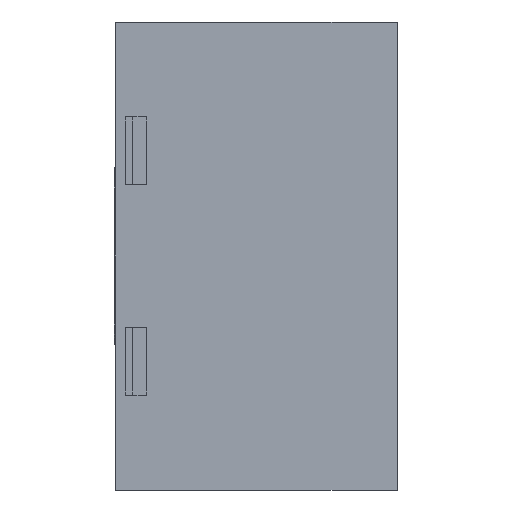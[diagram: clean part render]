
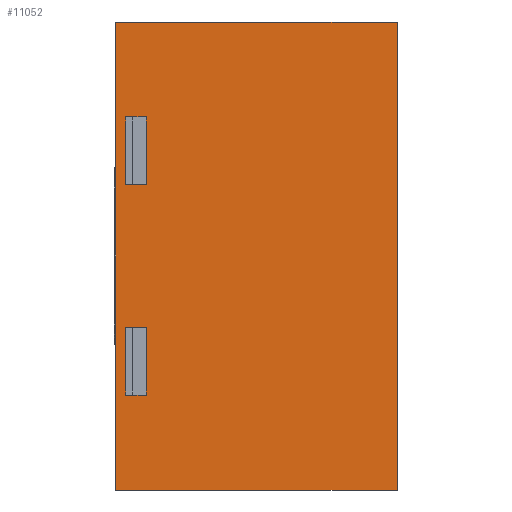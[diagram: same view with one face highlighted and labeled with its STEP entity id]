
A CAD part, left-side view. The second image highlights one B-rep face of the part: STEP entity #11052.
In plain terms, the highlighted planar face has unit normal (-1, 0, 0).
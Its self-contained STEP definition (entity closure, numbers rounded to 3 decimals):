
#145 = VERTEX_POINT ( 'NONE', #7050 ) ;
#195 = FACE_BOUND ( 'NONE', #1982, .T. ) ;
#225 = VERTEX_POINT ( 'NONE', #586 ) ;
#229 = AXIS2_PLACEMENT_3D ( 'NONE', #5816, #9515, #5881 ) ;
#586 = CARTESIAN_POINT ( 'NONE',  ( -2., -9.25, -17.25 ) ) ;
#624 = VECTOR ( 'NONE', #1836, 1000. ) ;
#640 = ORIENTED_EDGE ( 'NONE', *, *, #11408, .F. ) ;
#643 = CARTESIAN_POINT ( 'NONE',  ( -2., 9.25, -10.25 ) ) ;
#703 = EDGE_CURVE ( 'NONE', #6022, #8705, #3069, .T. ) ;
#711 = ORIENTED_EDGE ( 'NONE', *, *, #11192, .F. ) ;
#919 = ORIENTED_EDGE ( 'NONE', *, *, #1694, .F. ) ;
#1060 = LINE ( 'NONE', #8486, #6600 ) ;
#1301 = ORIENTED_EDGE ( 'NONE', *, *, #11645, .F. ) ;
#1441 = CARTESIAN_POINT ( 'NONE',  ( -2., 9.25, -10.25 ) ) ;
#1442 = CARTESIAN_POINT ( 'NONE',  ( -2., -9.25, -17.25 ) ) ;
#1554 = LINE ( 'NONE', #643, #6617 ) ;
#1557 = LINE ( 'NONE', #9960, #5856 ) ;
#1652 = VECTOR ( 'NONE', #7778, 1000. ) ;
#1683 = DIRECTION ( 'NONE',  ( 0., 0., -1. ) ) ;
#1694 = EDGE_CURVE ( 'NONE', #10048, #11484, #1696, .T. ) ;
#1696 = LINE ( 'NONE', #11859, #2484 ) ;
#1836 = DIRECTION ( 'NONE',  ( 0., -1., 0. ) ) ;
#1870 = DIRECTION ( 'NONE',  ( 0., 0., 1. ) ) ;
#1891 = CARTESIAN_POINT ( 'NONE',  ( -2., 11.5, -17.25 ) ) ;
#1982 = EDGE_LOOP ( 'NONE', ( #640, #1301, #5322, #11517 ) ) ;
#1999 = VERTEX_POINT ( 'NONE', #1441 ) ;
#2087 = FACE_OUTER_BOUND ( 'NONE', #10211, .T. ) ;
#2201 = DIRECTION ( 'NONE',  ( 0., 1., 0. ) ) ;
#2246 = EDGE_LOOP ( 'NONE', ( #11748, #6350, #919, #711 ) ) ;
#2289 = ORIENTED_EDGE ( 'NONE', *, *, #8153, .T. ) ;
#2312 = EDGE_CURVE ( 'NONE', #8741, #8438, #7463, .T. ) ;
#2439 = CARTESIAN_POINT ( 'NONE',  ( -2., 9.25, 5.25 ) ) ;
#2484 = VECTOR ( 'NONE', #3520, 1000. ) ;
#2879 = CARTESIAN_POINT ( 'NONE',  ( -2., 10.75, -5.25 ) ) ;
#3069 = LINE ( 'NONE', #6866, #11424 ) ;
#3078 = CARTESIAN_POINT ( 'NONE',  ( -2., 11.5, 17.25 ) ) ;
#3101 = CARTESIAN_POINT ( 'NONE',  ( -2., 10.75, 10.25 ) ) ;
#3193 = EDGE_CURVE ( 'NONE', #6845, #9965, #1060, .T. ) ;
#3520 = DIRECTION ( 'NONE',  ( 0., 1., 0. ) ) ;
#3605 = LINE ( 'NONE', #11092, #624 ) ;
#3878 = LINE ( 'NONE', #7480, #7265 ) ;
#3981 = FACE_BOUND ( 'NONE', #2246, .T. ) ;
#4101 = PLANE ( 'NONE',  #229 ) ;
#4185 = LINE ( 'NONE', #1442, #1652 ) ;
#4413 = LINE ( 'NONE', #10742, #8607 ) ;
#4773 = EDGE_CURVE ( 'NONE', #1999, #8741, #1554, .T. ) ;
#4836 = VECTOR ( 'NONE', #7524, 1000. ) ;
#5093 = VECTOR ( 'NONE', #11647, 1000. ) ;
#5267 = VECTOR ( 'NONE', #1683, 1000. ) ;
#5294 = EDGE_CURVE ( 'NONE', #11484, #6022, #1557, .T. ) ;
#5322 = ORIENTED_EDGE ( 'NONE', *, *, #2312, .F. ) ;
#5382 = EDGE_CURVE ( 'NONE', #9965, #5581, #11051, .T. ) ;
#5392 = DIRECTION ( 'NONE',  ( 0., 0., -1. ) ) ;
#5497 = ORIENTED_EDGE ( 'NONE', *, *, #5382, .T. ) ;
#5580 = CARTESIAN_POINT ( 'NONE',  ( -2., 10.75, -5.25 ) ) ;
#5581 = VERTEX_POINT ( 'NONE', #1891 ) ;
#5816 = CARTESIAN_POINT ( 'NONE',  ( -2., 0., 0. ) ) ;
#5856 = VECTOR ( 'NONE', #10995, 1000. ) ;
#5881 = DIRECTION ( 'NONE',  ( 0., 0., -1. ) ) ;
#6022 = VERTEX_POINT ( 'NONE', #9234 ) ;
#6140 = EDGE_CURVE ( 'NONE', #225, #6845, #3878, .T. ) ;
#6350 = ORIENTED_EDGE ( 'NONE', *, *, #5294, .F. ) ;
#6371 = CARTESIAN_POINT ( 'NONE',  ( -2., 11.5, -17.25 ) ) ;
#6600 = VECTOR ( 'NONE', #2201, 1000. ) ;
#6617 = VECTOR ( 'NONE', #9040, 1000. ) ;
#6739 = DIRECTION ( 'NONE',  ( 0., -1., 0. ) ) ;
#6845 = VERTEX_POINT ( 'NONE', #7823 ) ;
#6866 = CARTESIAN_POINT ( 'NONE',  ( -2., 10.75, 5.25 ) ) ;
#7050 = CARTESIAN_POINT ( 'NONE',  ( -2., 10.75, -10.25 ) ) ;
#7136 = LINE ( 'NONE', #2439, #5093 ) ;
#7265 = VECTOR ( 'NONE', #1870, 1000. ) ;
#7463 = LINE ( 'NONE', #2879, #4836 ) ;
#7480 = CARTESIAN_POINT ( 'NONE',  ( -2., -9.25, 17.25 ) ) ;
#7524 = DIRECTION ( 'NONE',  ( 0., 1., 0. ) ) ;
#7646 = CARTESIAN_POINT ( 'NONE',  ( -2., 9.25, 5.25 ) ) ;
#7720 = CARTESIAN_POINT ( 'NONE',  ( -2., 9.25, 10.25 ) ) ;
#7778 = DIRECTION ( 'NONE',  ( 0., -1., 0. ) ) ;
#7823 = CARTESIAN_POINT ( 'NONE',  ( -2., -9.25, 17.25 ) ) ;
#7972 = ORIENTED_EDGE ( 'NONE', *, *, #3193, .T. ) ;
#8153 = EDGE_CURVE ( 'NONE', #5581, #225, #4185, .T. ) ;
#8438 = VERTEX_POINT ( 'NONE', #5580 ) ;
#8486 = CARTESIAN_POINT ( 'NONE',  ( -2., 11.5, 17.25 ) ) ;
#8607 = VECTOR ( 'NONE', #5392, 1000. ) ;
#8705 = VERTEX_POINT ( 'NONE', #7646 ) ;
#8741 = VERTEX_POINT ( 'NONE', #11894 ) ;
#9040 = DIRECTION ( 'NONE',  ( 0., 0., 1. ) ) ;
#9234 = CARTESIAN_POINT ( 'NONE',  ( -2., 10.75, 5.25 ) ) ;
#9467 = ORIENTED_EDGE ( 'NONE', *, *, #6140, .T. ) ;
#9515 = DIRECTION ( 'NONE',  ( 1., 0., 0. ) ) ;
#9960 = CARTESIAN_POINT ( 'NONE',  ( -2., 10.75, 5.25 ) ) ;
#9965 = VERTEX_POINT ( 'NONE', #3078 ) ;
#10048 = VERTEX_POINT ( 'NONE', #7720 ) ;
#10211 = EDGE_LOOP ( 'NONE', ( #2289, #9467, #7972, #5497 ) ) ;
#10742 = CARTESIAN_POINT ( 'NONE',  ( -2., 10.75, -10.25 ) ) ;
#10995 = DIRECTION ( 'NONE',  ( 0., 0., -1. ) ) ;
#11051 = LINE ( 'NONE', #6371, #5267 ) ;
#11052 = ADVANCED_FACE ( 'NONE', ( #195, #3981, #2087 ), #4101, .F. ) ;
#11092 = CARTESIAN_POINT ( 'NONE',  ( -2., 10.75, -10.25 ) ) ;
#11192 = EDGE_CURVE ( 'NONE', #8705, #10048, #7136, .T. ) ;
#11408 = EDGE_CURVE ( 'NONE', #145, #1999, #3605, .T. ) ;
#11424 = VECTOR ( 'NONE', #6739, 1000. ) ;
#11484 = VERTEX_POINT ( 'NONE', #3101 ) ;
#11517 = ORIENTED_EDGE ( 'NONE', *, *, #4773, .F. ) ;
#11645 = EDGE_CURVE ( 'NONE', #8438, #145, #4413, .T. ) ;
#11647 = DIRECTION ( 'NONE',  ( 0., 0., 1. ) ) ;
#11748 = ORIENTED_EDGE ( 'NONE', *, *, #703, .F. ) ;
#11859 = CARTESIAN_POINT ( 'NONE',  ( -2., 10.75, 10.25 ) ) ;
#11894 = CARTESIAN_POINT ( 'NONE',  ( -2., 9.25, -5.25 ) ) ;
